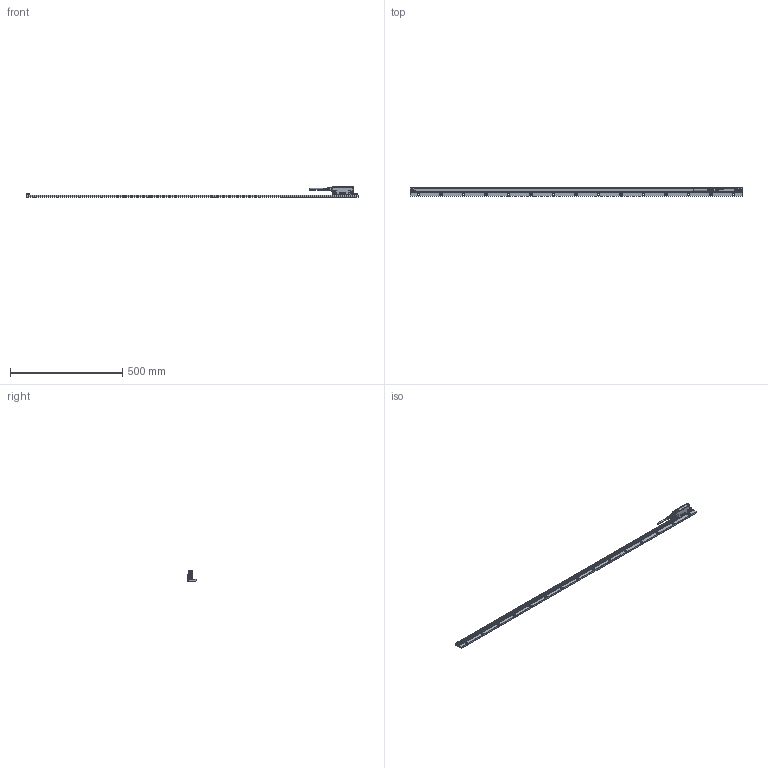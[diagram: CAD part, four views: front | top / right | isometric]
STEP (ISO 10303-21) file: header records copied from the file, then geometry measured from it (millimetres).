
FILE_DESCRIPTION(('CATIA V5 STEP','CAx-IF Rec.Pracs.--- Model Styling and Organization---1.4--- 2014-01-23'),'2;1');
FILE_NAME('SQ47-134R.stp','2019-11-12T07:02:27+00:00',('none'),('none'),'CATIA Version 5-6 Release 2017 SP5','CATIA V5 STEP AP214','none');
FILE_SCHEMA(('AUTOMOTIVE_DESIGN { 1 0 10303 214 1 1 1 1 }'));
Products named in the file (3): SQ47-134R; Head_ASSY_R; Scale base 1340
Assembly tree (2 placements, depth 2):
  SQ47-134R
    Head_ASSY_R
    Scale base 1340
Bounding box: 1476 x 37 x 46.38 mm (x, y, z)
Volume: 518302.2 mm3; surface area: 193250.7 mm2
Topology: 2 solids, 23 shells, 3142 faces, 8523 edges, 5498 vertices
Faces by surface type: cone 1198, plane 748, cylinder 618, bspline 389, torus 177, sphere 12
Entity records: 112655 total; most frequent: CARTESIAN_POINT 40496, ORIENTED_EDGE 16998, DIRECTION 11169, EDGE_CURVE 8499, AXIS2_PLACEMENT_3D 5797, VERTEX_POINT 5498, CIRCLE 3680, EDGE_LOOP 3345
